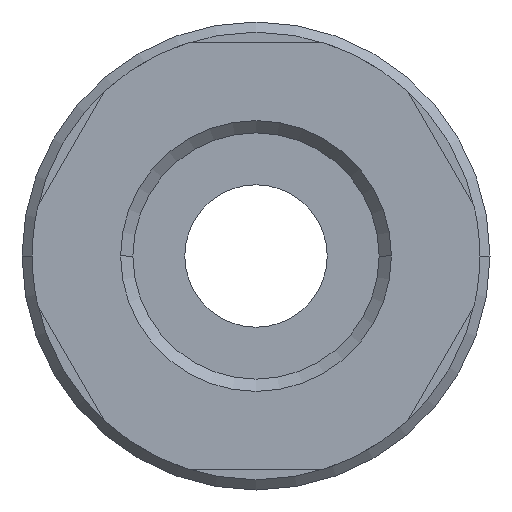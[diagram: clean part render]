
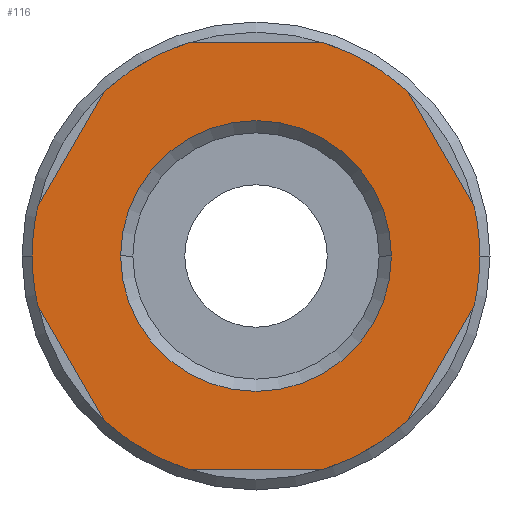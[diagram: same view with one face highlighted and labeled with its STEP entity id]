
A CAD part, front view. The second image highlights one B-rep face of the part: STEP entity #116.
In plain terms, the highlighted planar face has unit normal (0, -1, 0).
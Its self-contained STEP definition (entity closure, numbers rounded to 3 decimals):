
#116=ADVANCED_FACE('',(#288,#289),#290,.T.);
#288=FACE_BOUND('',#519,.T.);
#289=FACE_OUTER_BOUND('',#520,.T.);
#290=PLANE('',#521);
#519=EDGE_LOOP('',(#794,#795));
#520=EDGE_LOOP('',(#796,#797,#798,#799,#800,#801,#802,#803,#804,#805,#806,#807,#808,#809));
#521=AXIS2_PLACEMENT_3D('',#810,#811,#812);
#794=ORIENTED_EDGE('',*,*,#1365,.T.);
#795=ORIENTED_EDGE('',*,*,#1366,.T.);
#796=ORIENTED_EDGE('',*,*,#1367,.T.);
#797=ORIENTED_EDGE('',*,*,#1368,.F.);
#798=ORIENTED_EDGE('',*,*,#1369,.T.);
#799=ORIENTED_EDGE('',*,*,#1370,.F.);
#800=ORIENTED_EDGE('',*,*,#1371,.T.);
#801=ORIENTED_EDGE('',*,*,#1372,.F.);
#802=ORIENTED_EDGE('',*,*,#1373,.F.);
#803=ORIENTED_EDGE('',*,*,#1374,.T.);
#804=ORIENTED_EDGE('',*,*,#1375,.F.);
#805=ORIENTED_EDGE('',*,*,#1376,.T.);
#806=ORIENTED_EDGE('',*,*,#1377,.F.);
#807=ORIENTED_EDGE('',*,*,#1378,.T.);
#808=ORIENTED_EDGE('',*,*,#1379,.F.);
#809=ORIENTED_EDGE('',*,*,#1380,.F.);
#810=CARTESIAN_POINT('',(5.5,0.0,0.0));
#811=DIRECTION('',(-0.0,-1.0,-0.0));
#812=DIRECTION('',(-1.0,0.0,0.0));
#1365=EDGE_CURVE('',#1623,#1624,#1625,.T.);
#1366=EDGE_CURVE('',#1624,#1623,#1626,.T.);
#1367=EDGE_CURVE('',#1627,#1628,#1629,.T.);
#1368=EDGE_CURVE('',#1630,#1628,#1631,.T.);
#1369=EDGE_CURVE('',#1630,#1632,#1633,.T.);
#1370=EDGE_CURVE('',#1634,#1632,#1635,.T.);
#1371=EDGE_CURVE('',#1634,#1636,#1637,.T.);
#1372=EDGE_CURVE('',#1638,#1636,#1639,.T.);
#1373=EDGE_CURVE('',#1640,#1638,#1641,.T.);
#1374=EDGE_CURVE('',#1640,#1642,#1643,.T.);
#1375=EDGE_CURVE('',#1644,#1642,#1645,.T.);
#1376=EDGE_CURVE('',#1644,#1646,#1647,.T.);
#1377=EDGE_CURVE('',#1648,#1646,#1649,.T.);
#1378=EDGE_CURVE('',#1648,#1650,#1651,.T.);
#1379=EDGE_CURVE('',#1652,#1650,#1653,.T.);
#1380=EDGE_CURVE('',#1627,#1652,#1654,.T.);
#1623=VERTEX_POINT('',#2037);
#1624=VERTEX_POINT('',#2038);
#1625=CIRCLE('',#2039,6.655);
#1626=CIRCLE('',#2040,6.655);
#1627=VERTEX_POINT('',#2041);
#1628=VERTEX_POINT('',#2042);
#1629=LINE('',#2043,#2044);
#1630=VERTEX_POINT('',#2045);
#1631=CIRCLE('',#2046,11.0);
#1632=VERTEX_POINT('',#2047);
#1633=LINE('',#2048,#2049);
#1634=VERTEX_POINT('',#2050);
#1635=CIRCLE('',#2051,11.0);
#1636=VERTEX_POINT('',#2052);
#1637=LINE('',#2053,#2054);
#1638=VERTEX_POINT('',#2055);
#1639=CIRCLE('',#2056,11.0);
#1640=VERTEX_POINT('',#2057);
#1641=CIRCLE('',#2058,11.0);
#1642=VERTEX_POINT('',#2059);
#1643=LINE('',#2060,#2061);
#1644=VERTEX_POINT('',#2062);
#1645=CIRCLE('',#2063,11.0);
#1646=VERTEX_POINT('',#2064);
#1647=LINE('',#2065,#2066);
#1648=VERTEX_POINT('',#2067);
#1649=CIRCLE('',#2068,11.0);
#1650=VERTEX_POINT('',#2069);
#1651=LINE('',#2070,#2071);
#1652=VERTEX_POINT('',#2072);
#1653=CIRCLE('',#2073,11.0);
#1654=CIRCLE('',#2074,11.0);
#2037=CARTESIAN_POINT('',(-6.655,0.0,0.));
#2038=CARTESIAN_POINT('',(6.655,0.0,0.));
#2039=AXIS2_PLACEMENT_3D('',#2599,#2600,#2601);
#2040=AXIS2_PLACEMENT_3D('',#2602,#2603,#2604);
#2041=CARTESIAN_POINT('',(-10.733,0.0,-2.411));
#2042=CARTESIAN_POINT('',(-7.454,0.0,-8.089));
#2043=CARTESIAN_POINT('',(-8.406,0.0,-6.441));
#2044=VECTOR('',#2605,1.0);
#2045=CARTESIAN_POINT('',(-3.279,0.0,-10.5));
#2046=AXIS2_PLACEMENT_3D('',#2606,#2607,#2608);
#2047=CARTESIAN_POINT('',(3.279,0.0,-10.5));
#2048=CARTESIAN_POINT('',(2.75,0.0,-10.5));
#2049=VECTOR('',#2609,1.0);
#2050=CARTESIAN_POINT('',(7.454,0.0,-8.089));
#2051=AXIS2_PLACEMENT_3D('',#2610,#2611,#2612);
#2052=CARTESIAN_POINT('',(10.733,0.0,-2.411));
#2053=CARTESIAN_POINT('',(9.781,0.0,-4.059));
#2054=VECTOR('',#2613,1.0);
#2055=CARTESIAN_POINT('',(11.0,0.0,0.));
#2056=AXIS2_PLACEMENT_3D('',#2614,#2615,#2616);
#2057=CARTESIAN_POINT('',(10.733,0.0,2.411));
#2058=AXIS2_PLACEMENT_3D('',#2617,#2618,#2619);
#2059=CARTESIAN_POINT('',(7.454,0.0,8.089));
#2060=CARTESIAN_POINT('',(9.781,0.0,4.059));
#2061=VECTOR('',#2620,1.0);
#2062=CARTESIAN_POINT('',(3.279,0.0,10.5));
#2063=AXIS2_PLACEMENT_3D('',#2621,#2622,#2623);
#2064=CARTESIAN_POINT('',(-3.279,0.0,10.5));
#2065=CARTESIAN_POINT('',(2.75,0.0,10.5));
#2066=VECTOR('',#2624,1.0);
#2067=CARTESIAN_POINT('',(-7.454,0.0,8.089));
#2068=AXIS2_PLACEMENT_3D('',#2625,#2626,#2627);
#2069=CARTESIAN_POINT('',(-10.733,0.0,2.411));
#2070=CARTESIAN_POINT('',(-8.406,0.0,6.441));
#2071=VECTOR('',#2628,1.0);
#2072=CARTESIAN_POINT('',(-11.0,0.0,0.));
#2073=AXIS2_PLACEMENT_3D('',#2629,#2630,#2631);
#2074=AXIS2_PLACEMENT_3D('',#2632,#2633,#2634);
#2599=CARTESIAN_POINT('',(0.0,0.0,0.0));
#2600=DIRECTION('',(-0.0,1.0,0.0));
#2601=DIRECTION('',(1.0,0.0,0.0));
#2602=CARTESIAN_POINT('',(0.0,0.0,0.0));
#2603=DIRECTION('',(-0.0,1.0,0.0));
#2604=DIRECTION('',(1.0,0.0,0.0));
#2605=DIRECTION('',(0.5,0.0,-0.866));
#2606=CARTESIAN_POINT('',(0.0,0.0,0.0));
#2607=DIRECTION('',(-0.0,1.0,0.0));
#2608=DIRECTION('',(1.0,0.0,0.0));
#2609=DIRECTION('',(1.0,-0.0,0.0));
#2610=CARTESIAN_POINT('',(0.0,0.0,0.0));
#2611=DIRECTION('',(-0.0,1.0,0.0));
#2612=DIRECTION('',(1.0,0.0,0.0));
#2613=DIRECTION('',(0.5,-0.0,0.866));
#2614=CARTESIAN_POINT('',(0.0,0.0,0.0));
#2615=DIRECTION('',(-0.0,1.0,0.0));
#2616=DIRECTION('',(1.0,0.0,0.0));
#2617=CARTESIAN_POINT('',(0.0,0.0,0.0));
#2618=DIRECTION('',(-0.0,1.0,0.0));
#2619=DIRECTION('',(1.0,0.0,0.0));
#2620=DIRECTION('',(-0.5,0.0,0.866));
#2621=CARTESIAN_POINT('',(0.0,0.0,0.0));
#2622=DIRECTION('',(-0.0,1.0,0.0));
#2623=DIRECTION('',(1.0,0.0,0.0));
#2624=DIRECTION('',(-1.0,0.0,0.));
#2625=CARTESIAN_POINT('',(0.0,0.0,0.0));
#2626=DIRECTION('',(-0.0,1.0,0.0));
#2627=DIRECTION('',(1.0,0.0,0.0));
#2628=DIRECTION('',(-0.5,0.0,-0.866));
#2629=CARTESIAN_POINT('',(0.0,0.0,0.0));
#2630=DIRECTION('',(-0.0,1.0,0.0));
#2631=DIRECTION('',(1.0,0.0,0.0));
#2632=CARTESIAN_POINT('',(0.0,0.0,0.0));
#2633=DIRECTION('',(-0.0,1.0,0.0));
#2634=DIRECTION('',(1.0,0.0,0.0));
